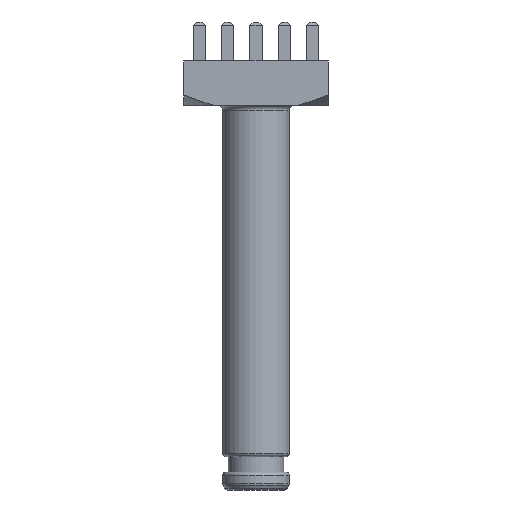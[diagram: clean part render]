
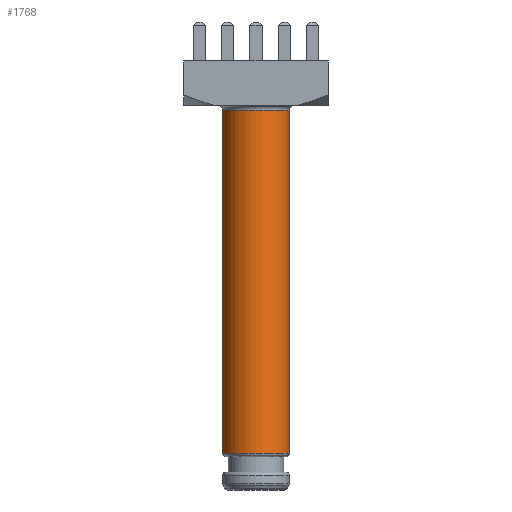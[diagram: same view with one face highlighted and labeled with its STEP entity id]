
A CAD part, front view. The second image highlights one B-rep face of the part: STEP entity #1768.
In plain terms, the highlighted cylindrical face has radius 3 mm (diameter 6 mm), a partial arc.
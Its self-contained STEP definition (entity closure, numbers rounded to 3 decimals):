
#127 = CARTESIAN_POINT ( 'NONE',  ( 3., 0., -31.2 ) ) ;
#228 = AXIS2_PLACEMENT_3D ( 'NONE', #5408, #7154, #569 ) ;
#412 = DIRECTION ( 'NONE',  ( -1., 0., 0. ) ) ;
#478 = ORIENTED_EDGE ( 'NONE', *, *, #5039, .T. ) ;
#542 = CARTESIAN_POINT ( 'NONE',  ( -3., 0., -34.5 ) ) ;
#567 = CYLINDRICAL_SURFACE ( 'NONE', #2901, 3. ) ;
#569 = DIRECTION ( 'NONE',  ( -1., 0., 0. ) ) ;
#629 = DIRECTION ( 'NONE',  ( 0., 0., 1. ) ) ;
#1012 = DIRECTION ( 'NONE',  ( 0., 0., 1. ) ) ;
#1206 = ORIENTED_EDGE ( 'NONE', *, *, #7532, .T. ) ;
#1271 = CARTESIAN_POINT ( 'NONE',  ( 3., 0., -34.5 ) ) ;
#1544 = EDGE_CURVE ( 'NONE', #6247, #3703, #2355, .T. ) ;
#1657 = CARTESIAN_POINT ( 'NONE',  ( 3., 0., -0.4 ) ) ;
#1768 = ADVANCED_FACE ( 'NONE', ( #6996 ), #567, .T. ) ;
#2172 = AXIS2_PLACEMENT_3D ( 'NONE', #4134, #2290, #412 ) ;
#2290 = DIRECTION ( 'NONE',  ( 0., 0., 1. ) ) ;
#2355 = LINE ( 'NONE', #542, #2446 ) ;
#2446 = VECTOR ( 'NONE', #1012, 1000. ) ;
#2901 = AXIS2_PLACEMENT_3D ( 'NONE', #3209, #6300, #6279 ) ;
#3209 = CARTESIAN_POINT ( 'NONE',  ( 0., 0., -34.5 ) ) ;
#3357 = EDGE_CURVE ( 'NONE', #6247, #5242, #7361, .T. ) ;
#3703 = VERTEX_POINT ( 'NONE', #7600 ) ;
#3763 = CARTESIAN_POINT ( 'NONE',  ( -3., 0., -31.2 ) ) ;
#4120 = VECTOR ( 'NONE', #629, 1000. ) ;
#4134 = CARTESIAN_POINT ( 'NONE',  ( 0., 0., -31.2 ) ) ;
#4242 = ORIENTED_EDGE ( 'NONE', *, *, #3357, .T. ) ;
#5039 = EDGE_CURVE ( 'NONE', #7293, #3703, #6922, .T. ) ;
#5216 = EDGE_LOOP ( 'NONE', ( #5627, #4242, #1206, #478 ) ) ;
#5242 = VERTEX_POINT ( 'NONE', #127 ) ;
#5408 = CARTESIAN_POINT ( 'NONE',  ( 0., 0., -0.4 ) ) ;
#5627 = ORIENTED_EDGE ( 'NONE', *, *, #1544, .F. ) ;
#6247 = VERTEX_POINT ( 'NONE', #3763 ) ;
#6279 = DIRECTION ( 'NONE',  ( 1., 0., 0. ) ) ;
#6300 = DIRECTION ( 'NONE',  ( 0., 0., 1. ) ) ;
#6673 = LINE ( 'NONE', #1271, #4120 ) ;
#6922 = CIRCLE ( 'NONE', #228, 3. ) ;
#6996 = FACE_OUTER_BOUND ( 'NONE', #5216, .T. ) ;
#7154 = DIRECTION ( 'NONE',  ( 0., 0., -1. ) ) ;
#7293 = VERTEX_POINT ( 'NONE', #1657 ) ;
#7361 = CIRCLE ( 'NONE', #2172, 3. ) ;
#7532 = EDGE_CURVE ( 'NONE', #5242, #7293, #6673, .T. ) ;
#7600 = CARTESIAN_POINT ( 'NONE',  ( -3., 0., -0.4 ) ) ;
